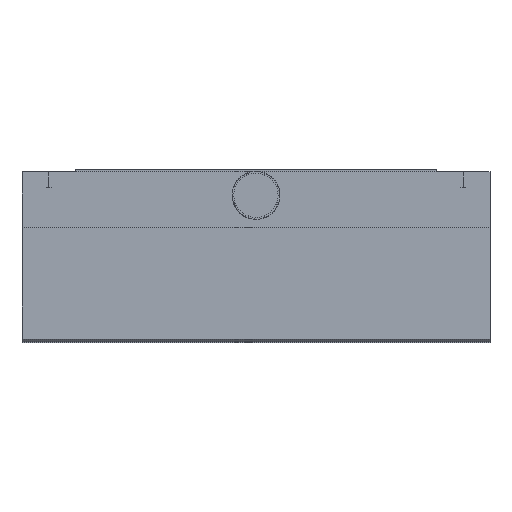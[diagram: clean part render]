
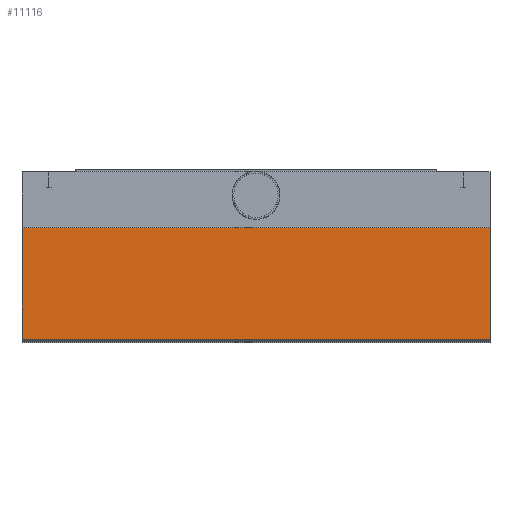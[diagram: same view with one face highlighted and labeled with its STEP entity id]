
A CAD part, top view. The second image highlights one B-rep face of the part: STEP entity #11116.
In plain terms, the highlighted planar face has unit normal (0, 0, 1).
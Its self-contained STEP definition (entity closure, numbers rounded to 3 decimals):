
#2089 = VERTEX_POINT ( 'NONE', #4356 ) ;
#2244 = DIRECTION ( 'NONE',  ( 0., -1., 0. ) ) ;
#2251 = LINE ( 'NONE', #11593, #3163 ) ;
#2286 = CARTESIAN_POINT ( 'NONE',  ( 46.531, -17.027, 42. ) ) ;
#2570 = AXIS2_PLACEMENT_3D ( 'NONE', #14099, #6138, #11801 ) ;
#2638 = CARTESIAN_POINT ( 'NONE',  ( 46.531, -17.027, 42. ) ) ;
#2928 = EDGE_CURVE ( 'NONE', #14037, #4702, #2251, .T. ) ;
#3163 = VECTOR ( 'NONE', #2244, 1000. ) ;
#4356 = CARTESIAN_POINT ( 'NONE',  ( 46.531, -38.027, 42. ) ) ;
#4702 = VERTEX_POINT ( 'NONE', #8714 ) ;
#4839 = FACE_OUTER_BOUND ( 'NONE', #10651, .T. ) ;
#5118 = LINE ( 'NONE', #14676, #6771 ) ;
#5755 = VERTEX_POINT ( 'NONE', #2638 ) ;
#6138 = DIRECTION ( 'NONE',  ( 0., 0., -1. ) ) ;
#6771 = VECTOR ( 'NONE', #10052, 1000. ) ;
#6819 = VECTOR ( 'NONE', #14994, 1000. ) ;
#8714 = CARTESIAN_POINT ( 'NONE',  ( -41.469, -38.027, 42. ) ) ;
#9881 = ORIENTED_EDGE ( 'NONE', *, *, #2928, .T. ) ;
#10052 = DIRECTION ( 'NONE',  ( 0., -1., 0. ) ) ;
#10102 = DIRECTION ( 'NONE',  ( -1., 0., 0. ) ) ;
#10545 = PLANE ( 'NONE',  #2570 ) ;
#10639 = LINE ( 'NONE', #12421, #12274 ) ;
#10651 = EDGE_LOOP ( 'NONE', ( #9881, #11140, #15042, #14069 ) ) ;
#11116 = ADVANCED_FACE ( 'NONE', ( #4839 ), #10545, .F. ) ;
#11140 = ORIENTED_EDGE ( 'NONE', *, *, #11322, .F. ) ;
#11322 = EDGE_CURVE ( 'NONE', #2089, #4702, #10639, .T. ) ;
#11593 = CARTESIAN_POINT ( 'NONE',  ( -41.469, -17.027, 42. ) ) ;
#11698 = LINE ( 'NONE', #2286, #6819 ) ;
#11801 = DIRECTION ( 'NONE',  ( 0., 1., 0. ) ) ;
#12274 = VECTOR ( 'NONE', #10102, 1000. ) ;
#12421 = CARTESIAN_POINT ( 'NONE',  ( 46.531, -38.027, 42. ) ) ;
#12646 = CARTESIAN_POINT ( 'NONE',  ( -41.469, -17.027, 42. ) ) ;
#12806 = EDGE_CURVE ( 'NONE', #5755, #14037, #11698, .T. ) ;
#14037 = VERTEX_POINT ( 'NONE', #12646 ) ;
#14069 = ORIENTED_EDGE ( 'NONE', *, *, #12806, .T. ) ;
#14099 = CARTESIAN_POINT ( 'NONE',  ( 46.531, -17.027, 42. ) ) ;
#14676 = CARTESIAN_POINT ( 'NONE',  ( 46.531, -17.027, 42. ) ) ;
#14724 = EDGE_CURVE ( 'NONE', #5755, #2089, #5118, .T. ) ;
#14994 = DIRECTION ( 'NONE',  ( -1., 0., 0. ) ) ;
#15042 = ORIENTED_EDGE ( 'NONE', *, *, #14724, .F. ) ;
